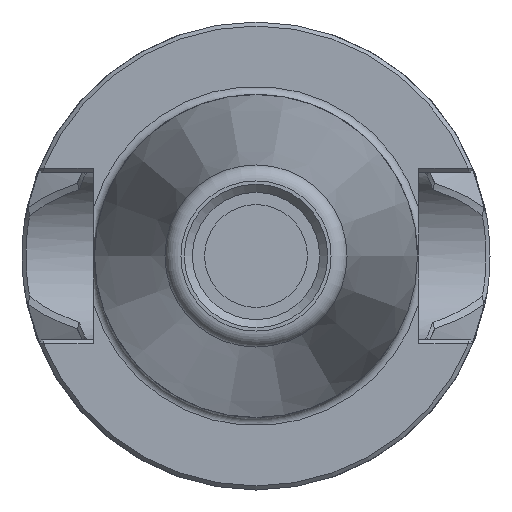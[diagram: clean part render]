
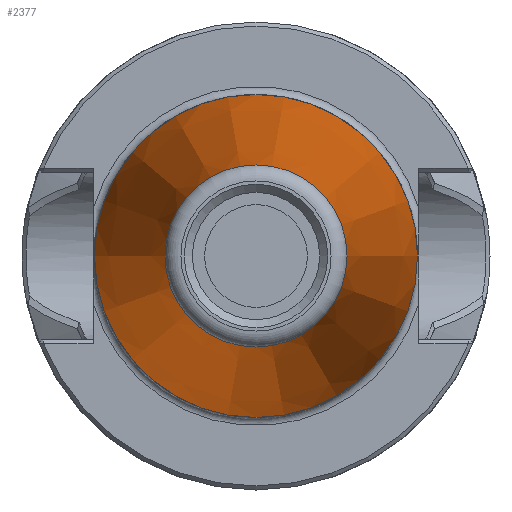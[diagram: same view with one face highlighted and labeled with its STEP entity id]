
A CAD part, left-side view. The second image highlights one B-rep face of the part: STEP entity #2377.
In plain terms, the highlighted conical face has half-angle 8.374 degrees and reference radius 12.312 mm.
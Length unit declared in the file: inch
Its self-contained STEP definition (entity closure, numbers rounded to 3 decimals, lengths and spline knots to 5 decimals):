
#49=CONICAL_SURFACE('',#2547,0.48474,8.374);
#73=FACE_BOUND('',#589,.T.);
#438=FACE_OUTER_BOUND('',#588,.T.);
#588=EDGE_LOOP('',(#1787));
#589=EDGE_LOOP('',(#1788));
#692=CIRCLE('',#2535,0.625);
#697=CIRCLE('',#2546,0.35235);
#994=VERTEX_POINT('',#4153);
#999=VERTEX_POINT('',#4169);
#1284=EDGE_CURVE('',#994,#994,#692,.T.);
#1289=EDGE_CURVE('',#999,#999,#697,.T.);
#1787=ORIENTED_EDGE('',*,*,#1284,.T.);
#1788=ORIENTED_EDGE('',*,*,#1289,.F.);
#2377=ADVANCED_FACE('',(#438,#73),#49,.T.);
#2535=AXIS2_PLACEMENT_3D('',#4154,#2859,#2860);
#2546=AXIS2_PLACEMENT_3D('',#4170,#2881,#2882);
#2547=AXIS2_PLACEMENT_3D('',#4171,#2883,#2884);
#2859=DIRECTION('center_axis',(-1.,0.,0.));
#2860=DIRECTION('ref_axis',(0.,0.,1.));
#2881=DIRECTION('center_axis',(-1.,0.,0.));
#2882=DIRECTION('ref_axis',(0.,1.,0.));
#2883=DIRECTION('center_axis',(1.,0.,0.));
#2884=DIRECTION('ref_axis',(0.,-1.,0.));
#4153=CARTESIAN_POINT('',(1.90551,-0.625,0.));
#4154=CARTESIAN_POINT('Origin',(1.90551,0.,0.));
#4169=CARTESIAN_POINT('',(0.0534,-0.35235,0.));
#4170=CARTESIAN_POINT('Origin',(0.0534,0.,0.));
#4171=CARTESIAN_POINT('Origin',(0.95276,0.,0.));
